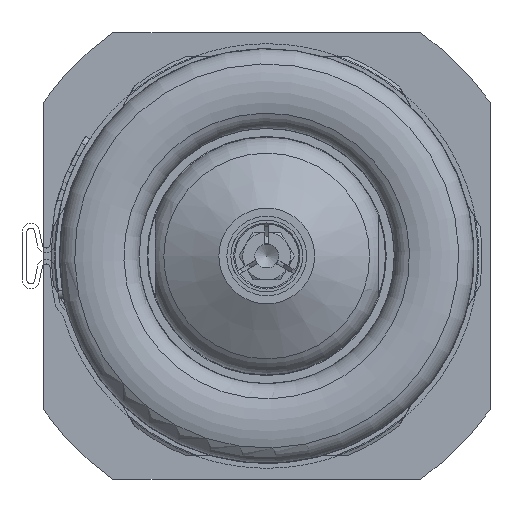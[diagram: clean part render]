
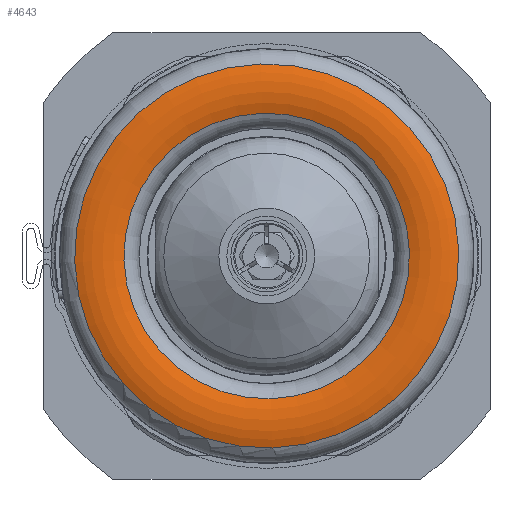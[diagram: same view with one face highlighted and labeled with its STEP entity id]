
A CAD part, left-side view. The second image highlights one B-rep face of the part: STEP entity #4643.
In plain terms, the highlighted toroidal (fillet/blend) face has major radius 21 mm and minor radius 8.5 mm.
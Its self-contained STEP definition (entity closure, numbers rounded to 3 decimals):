
#128=TOROIDAL_SURFACE('',#4967,21.,8.5);
#744=FACE_OUTER_BOUND('',#1260,.T.);
#1097=FACE_BOUND('',#1261,.T.);
#1260=EDGE_LOOP('',(#2993));
#1261=EDGE_LOOP('',(#2994));
#1654=CIRCLE('',#4960,17.909);
#1655=CIRCLE('',#4962,24.091);
#1912=VERTEX_POINT('',#7029);
#1913=VERTEX_POINT('',#7032);
#2351=EDGE_CURVE('',#1912,#1912,#1654,.T.);
#2352=EDGE_CURVE('',#1913,#1913,#1655,.T.);
#2993=ORIENTED_EDGE('',*,*,#2351,.F.);
#2994=ORIENTED_EDGE('',*,*,#2352,.F.);
#4643=ADVANCED_FACE('',(#744,#1097),#128,.T.);
#4960=AXIS2_PLACEMENT_3D('',#7030,#5546,#5547);
#4962=AXIS2_PLACEMENT_3D('',#7033,#5550,#5551);
#4967=AXIS2_PLACEMENT_3D('',#7062,#5562,#5563);
#5546=DIRECTION('center_axis',(-1.,0.,0.));
#5547=DIRECTION('ref_axis',(0.,0.371,0.929));
#5550=DIRECTION('center_axis',(1.,0.,0.));
#5551=DIRECTION('ref_axis',(0.,0.371,0.929));
#5562=DIRECTION('center_axis',(1.,0.,0.));
#5563=DIRECTION('ref_axis',(0.,-0.929,0.371));
#7029=CARTESIAN_POINT('',(-13.468,-6.638,-16.633));
#7030=CARTESIAN_POINT('Origin',(-13.468,0.,
0.));
#7032=CARTESIAN_POINT('',(-13.468,-8.93,-22.375));
#7033=CARTESIAN_POINT('Origin',(-13.468,0.,
0.));
#7062=CARTESIAN_POINT('Origin',(-5.55,0.,0.));
